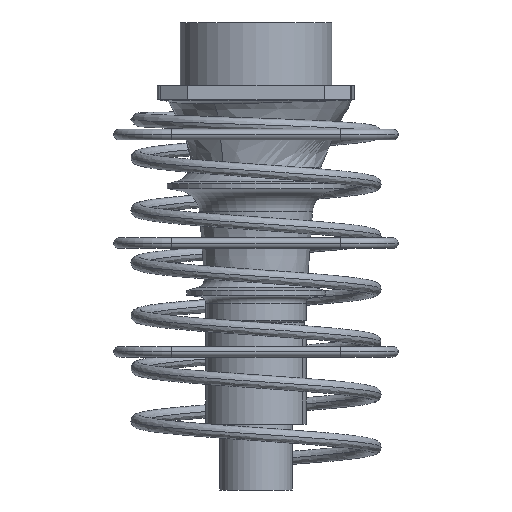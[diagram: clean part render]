
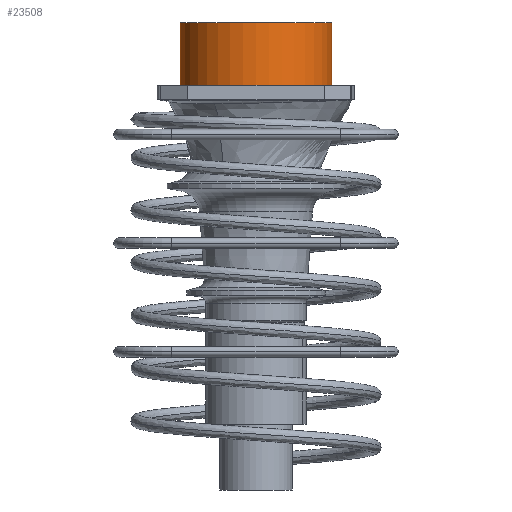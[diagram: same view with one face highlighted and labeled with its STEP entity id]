
A CAD part, front view. The second image highlights one B-rep face of the part: STEP entity #23508.
In plain terms, the highlighted cylindrical face has radius 115 mm (diameter 230 mm), a partial arc.
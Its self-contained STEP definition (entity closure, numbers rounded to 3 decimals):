
#2005 = CARTESIAN_POINT ( 'NONE',  ( 0., 0., -37.746 ) ) ;
#2032 = CARTESIAN_POINT ( 'NONE',  ( 115., 0., -37.746 ) ) ;
#2888 = DIRECTION ( 'NONE',  ( 0., 0., 1. ) ) ;
#4139 = DIRECTION ( 'NONE',  ( 0., 0., 1. ) ) ;
#6166 = EDGE_CURVE ( 'NONE', #14475, #17165, #66603, .T. ) ;
#9675 = CARTESIAN_POINT ( 'NONE',  ( 115., 0., -37.746 ) ) ;
#14475 = VERTEX_POINT ( 'NONE', #52949 ) ;
#17049 = DIRECTION ( 'NONE',  ( 0., 0., 1. ) ) ;
#17165 = VERTEX_POINT ( 'NONE', #51787 ) ;
#19809 = EDGE_LOOP ( 'NONE', ( #32674, #55069, #44002, #65915 ) ) ;
#22401 = CARTESIAN_POINT ( 'NONE',  ( -115., 0., -37.746 ) ) ;
#22546 = EDGE_CURVE ( 'NONE', #17165, #50165, #56798, .T. ) ;
#23508 = ADVANCED_FACE ( 'NONE', ( #26787 ), #66479, .T. ) ;
#24070 = DIRECTION ( 'NONE',  ( 0., 0., 1. ) ) ;
#25463 = AXIS2_PLACEMENT_3D ( 'NONE', #35811, #2888, #41195 ) ;
#26787 = FACE_OUTER_BOUND ( 'NONE', #19809, .T. ) ;
#32674 = ORIENTED_EDGE ( 'NONE', *, *, #6166, .F. ) ;
#33462 = CIRCLE ( 'NONE', #25463, 115. ) ;
#35811 = CARTESIAN_POINT ( 'NONE',  ( 0., 0., -37.746 ) ) ;
#40982 = AXIS2_PLACEMENT_3D ( 'NONE', #2005, #24070, #67570 ) ;
#41195 = DIRECTION ( 'NONE',  ( 1., 0., 0. ) ) ;
#42368 = DIRECTION ( 'NONE',  ( 0., 0., 1. ) ) ;
#42965 = VECTOR ( 'NONE', #42368, 1000. ) ;
#44002 = ORIENTED_EDGE ( 'NONE', *, *, #51242, .T. ) ;
#45893 = AXIS2_PLACEMENT_3D ( 'NONE', #49495, #17049, #54902 ) ;
#49495 = CARTESIAN_POINT ( 'NONE',  ( 0., 0., 57.254 ) ) ;
#50165 = VERTEX_POINT ( 'NONE', #57292 ) ;
#51242 = EDGE_CURVE ( 'NONE', #62085, #50165, #53857, .T. ) ;
#51787 = CARTESIAN_POINT ( 'NONE',  ( -115., 0., 57.254 ) ) ;
#52949 = CARTESIAN_POINT ( 'NONE',  ( -115., 0., -37.746 ) ) ;
#53857 = LINE ( 'NONE', #9675, #42965 ) ;
#54902 = DIRECTION ( 'NONE',  ( 1., 0., 0. ) ) ;
#55069 = ORIENTED_EDGE ( 'NONE', *, *, #64803, .T. ) ;
#56798 = CIRCLE ( 'NONE', #45893, 115. ) ;
#57292 = CARTESIAN_POINT ( 'NONE',  ( 115., 0., 57.254 ) ) ;
#62085 = VERTEX_POINT ( 'NONE', #2032 ) ;
#64803 = EDGE_CURVE ( 'NONE', #14475, #62085, #33462, .T. ) ;
#65915 = ORIENTED_EDGE ( 'NONE', *, *, #22546, .F. ) ;
#66479 = CYLINDRICAL_SURFACE ( 'NONE', #40982, 115. ) ;
#66603 = LINE ( 'NONE', #22401, #70049 ) ;
#67570 = DIRECTION ( 'NONE',  ( 1., 0., 0. ) ) ;
#70049 = VECTOR ( 'NONE', #4139, 1000. ) ;
